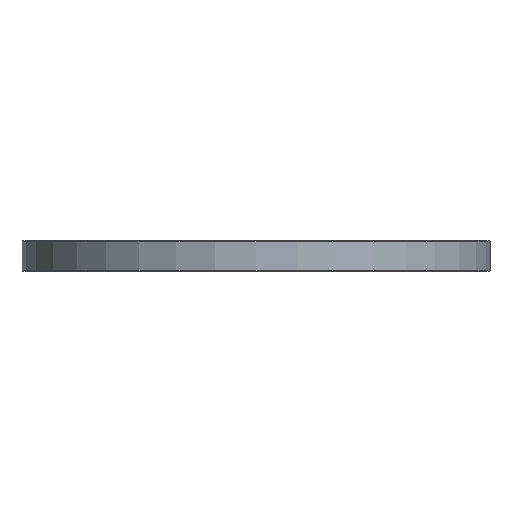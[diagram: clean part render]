
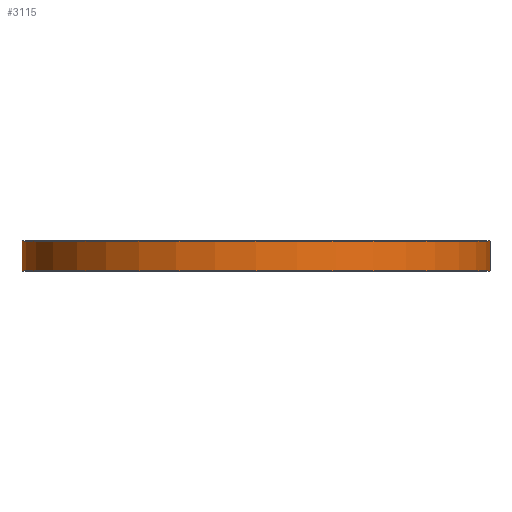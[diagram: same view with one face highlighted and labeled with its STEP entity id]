
A CAD part, front view. The second image highlights one B-rep face of the part: STEP entity #3115.
In plain terms, the highlighted cylindrical face has radius 344 mm (diameter 688 mm), a partial arc.
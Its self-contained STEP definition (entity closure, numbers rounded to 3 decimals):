
#120 = CARTESIAN_POINT ( 'NONE',  ( -344., 0., 1. ) ) ;
#453 = CIRCLE ( 'NONE', #2010, 344. ) ;
#486 = CIRCLE ( 'NONE', #1658, 344. ) ;
#492 = ORIENTED_EDGE ( 'NONE', *, *, #3269, .F. ) ;
#578 = CARTESIAN_POINT ( 'NONE',  ( 0., 0., 1. ) ) ;
#766 = CARTESIAN_POINT ( 'NONE',  ( 0., 0., 44. ) ) ;
#1041 = EDGE_CURVE ( 'NONE', #1420, #3660, #1720, .T. ) ;
#1052 = LINE ( 'NONE', #2002, #1730 ) ;
#1123 = VECTOR ( 'NONE', #3247, 1000. ) ;
#1166 = DIRECTION ( 'NONE',  ( 0., 0., 1. ) ) ;
#1280 = CARTESIAN_POINT ( 'NONE',  ( 0., 0., 45. ) ) ;
#1420 = VERTEX_POINT ( 'NONE', #3866 ) ;
#1658 = AXIS2_PLACEMENT_3D ( 'NONE', #766, #3608, #1698 ) ;
#1698 = DIRECTION ( 'NONE',  ( 1., 0., 0. ) ) ;
#1720 = LINE ( 'NONE', #2631, #1123 ) ;
#1730 = VECTOR ( 'NONE', #2328, 1000. ) ;
#1810 = DIRECTION ( 'NONE',  ( 1., 0., 0. ) ) ;
#1875 = EDGE_CURVE ( 'NONE', #3158, #1420, #486, .T. ) ;
#1980 = EDGE_CURVE ( 'NONE', #3660, #2292, #453, .T. ) ;
#2002 = CARTESIAN_POINT ( 'NONE',  ( 344., 0., 45. ) ) ;
#2010 = AXIS2_PLACEMENT_3D ( 'NONE', #578, #1166, #1810 ) ;
#2292 = VERTEX_POINT ( 'NONE', #3055 ) ;
#2328 = DIRECTION ( 'NONE',  ( 0., 0., -1. ) ) ;
#2445 = ORIENTED_EDGE ( 'NONE', *, *, #1875, .T. ) ;
#2561 = ORIENTED_EDGE ( 'NONE', *, *, #1041, .T. ) ;
#2631 = CARTESIAN_POINT ( 'NONE',  ( -344., 0., 45. ) ) ;
#2756 = EDGE_LOOP ( 'NONE', ( #492, #2445, #2561, #3909 ) ) ;
#3055 = CARTESIAN_POINT ( 'NONE',  ( 344., 0., 1. ) ) ;
#3115 = ADVANCED_FACE ( 'NONE', ( #3430 ), #3407, .T. ) ;
#3158 = VERTEX_POINT ( 'NONE', #3575 ) ;
#3225 = AXIS2_PLACEMENT_3D ( 'NONE', #1280, #3800, #3493 ) ;
#3247 = DIRECTION ( 'NONE',  ( 0., 0., -1. ) ) ;
#3269 = EDGE_CURVE ( 'NONE', #3158, #2292, #1052, .T. ) ;
#3407 = CYLINDRICAL_SURFACE ( 'NONE', #3225, 344. ) ;
#3430 = FACE_OUTER_BOUND ( 'NONE', #2756, .T. ) ;
#3493 = DIRECTION ( 'NONE',  ( -1., 0., 0. ) ) ;
#3575 = CARTESIAN_POINT ( 'NONE',  ( 344., 0., 44. ) ) ;
#3608 = DIRECTION ( 'NONE',  ( 0., 0., -1. ) ) ;
#3660 = VERTEX_POINT ( 'NONE', #120 ) ;
#3800 = DIRECTION ( 'NONE',  ( 0., 0., -1. ) ) ;
#3866 = CARTESIAN_POINT ( 'NONE',  ( -344., 0., 44. ) ) ;
#3909 = ORIENTED_EDGE ( 'NONE', *, *, #1980, .T. ) ;
